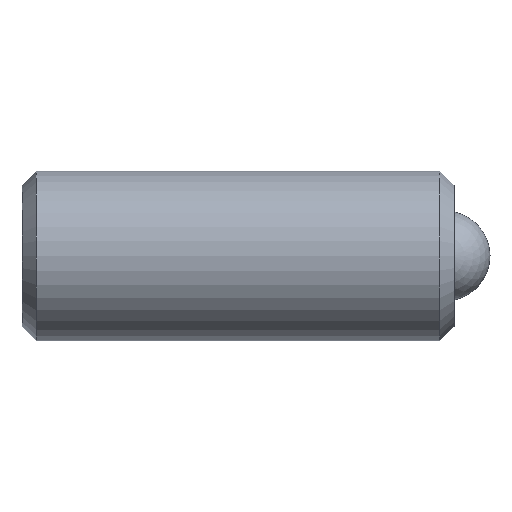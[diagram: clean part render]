
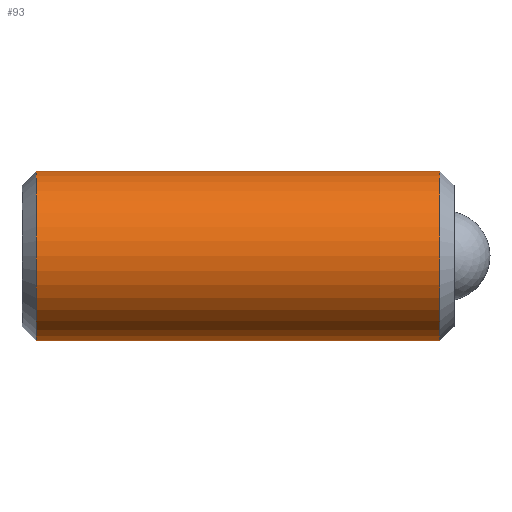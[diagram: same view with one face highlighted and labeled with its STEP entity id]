
A CAD part, top view. The second image highlights one B-rep face of the part: STEP entity #93.
In plain terms, the highlighted cylindrical face has radius 1.499 mm (diameter 2.997 mm), a partial arc.
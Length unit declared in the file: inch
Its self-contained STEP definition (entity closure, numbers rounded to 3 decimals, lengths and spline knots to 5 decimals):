
#81 = EDGE_CURVE ( 'NONE', #315, #289, #248, .T. ) ;
#82 = EDGE_CURVE ( 'NONE', #289, #305, #804, .T. ) ;
#83 = EDGE_CURVE ( 'NONE', #302, #305, #247, .T. ) ;
#85 = EDGE_CURVE ( 'NONE', #315, #302, #755, .T. ) ;
#93 = ADVANCED_FACE ( 'NONE', ( #273 ), #308, .T. ) ;
#247 = LINE ( 'NONE', #971, #754 ) ;
#248 = LINE ( 'NONE', #1056, #809 ) ;
#273 = FACE_OUTER_BOUND ( 'NONE', #852, .T. ) ;
#289 = VERTEX_POINT ( 'NONE', #354 ) ;
#302 = VERTEX_POINT ( 'NONE', #359 ) ;
#305 = VERTEX_POINT ( 'NONE', #360 ) ;
#308 = CYLINDRICAL_SURFACE ( 'NONE', #763, 0.059 ) ;
#315 = VERTEX_POINT ( 'NONE', #364 ) ;
#354 = CARTESIAN_POINT ( 'NONE',  ( -0.91382, 0.60178, -0.04719 ) ) ;
#359 = CARTESIAN_POINT ( 'NONE',  ( -0.63382, 0.71978, -0.04719 ) ) ;
#360 = CARTESIAN_POINT ( 'NONE',  ( -0.91382, 0.71978, -0.04719 ) ) ;
#364 = CARTESIAN_POINT ( 'NONE',  ( -0.63382, 0.60178, -0.04719 ) ) ;
#754 = VECTOR ( 'NONE', #970, 39.37008 ) ;
#755 = CIRCLE ( 'NONE', #757, 0.059 ) ;
#757 = AXIS2_PLACEMENT_3D ( 'NONE', #1105, #1070, #968 ) ;
#763 = AXIS2_PLACEMENT_3D ( 'NONE', #995, #996, #998 ) ;
#802 = AXIS2_PLACEMENT_3D ( 'NONE', #1062, #1061, #1063 ) ;
#804 = CIRCLE ( 'NONE', #802, 0.059 ) ;
#809 = VECTOR ( 'NONE', #1060, 39.37008 ) ;
#852 = EDGE_LOOP ( 'NONE', ( #953, #879, #954, #949 ) ) ;
#879 = ORIENTED_EDGE ( 'NONE', *, *, #83, .T. ) ;
#949 = ORIENTED_EDGE ( 'NONE', *, *, #81, .F. ) ;
#953 = ORIENTED_EDGE ( 'NONE', *, *, #85, .T. ) ;
#954 = ORIENTED_EDGE ( 'NONE', *, *, #82, .F. ) ;
#968 = DIRECTION ( 'NONE',  ( 0., -1., 0. ) ) ;
#970 = DIRECTION ( 'NONE',  ( -1., 0., 0. ) ) ;
#971 = CARTESIAN_POINT ( 'NONE',  ( -0.92382, 0.71978, -0.04719 ) ) ;
#995 = CARTESIAN_POINT ( 'NONE',  ( -0.92382, 0.66078, -0.04719 ) ) ;
#996 = DIRECTION ( 'NONE',  ( -1., 0., 0. ) ) ;
#998 = DIRECTION ( 'NONE',  ( 0., -1., 0. ) ) ;
#1056 = CARTESIAN_POINT ( 'NONE',  ( -0.92382, 0.60178, -0.04719 ) ) ;
#1060 = DIRECTION ( 'NONE',  ( -1., 0., 0. ) ) ;
#1061 = DIRECTION ( 'NONE',  ( -1., 0., 0. ) ) ;
#1062 = CARTESIAN_POINT ( 'NONE',  ( -0.91382, 0.66078, -0.04719 ) ) ;
#1063 = DIRECTION ( 'NONE',  ( 0., -1., 0. ) ) ;
#1070 = DIRECTION ( 'NONE',  ( -1., 0., 0. ) ) ;
#1105 = CARTESIAN_POINT ( 'NONE',  ( -0.63382, 0.66078, -0.04719 ) ) ;
